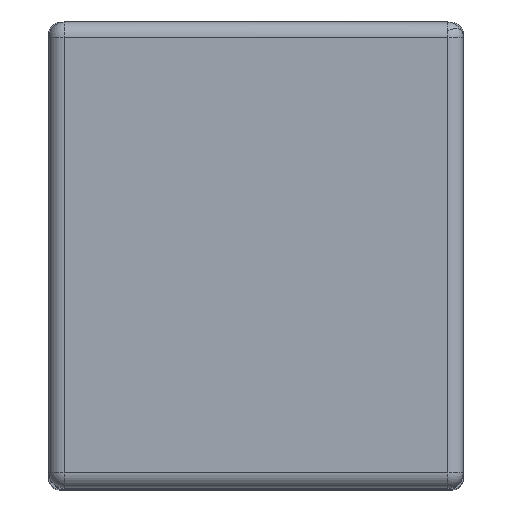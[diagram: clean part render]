
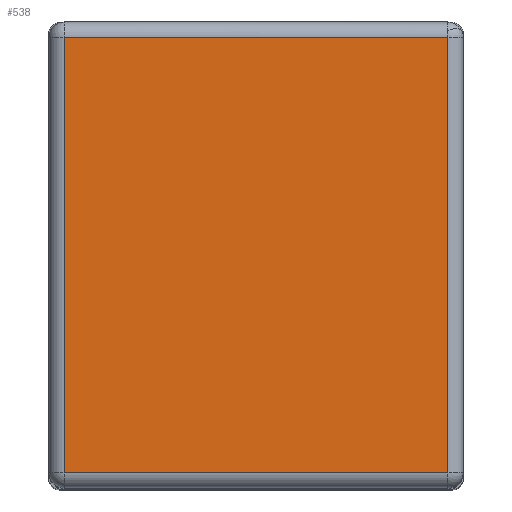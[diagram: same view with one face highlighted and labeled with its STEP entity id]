
A CAD part, top view. The second image highlights one B-rep face of the part: STEP entity #538.
In plain terms, the highlighted planar face has unit normal (0, 0, 1).
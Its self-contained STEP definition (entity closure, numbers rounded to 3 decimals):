
#125=CARTESIAN_POINT('',(-18.5,21.0,118.5));
#126=VERTEX_POINT('',#125);
#150=CARTESIAN_POINT('',(18.5,21.0,118.5));
#151=VERTEX_POINT('',#150);
#195=CARTESIAN_POINT('',(-18.5,-21.0,118.5));
#196=VERTEX_POINT('',#195);
#221=CARTESIAN_POINT('',(18.5,-21.0,118.5));
#222=VERTEX_POINT('',#221);
#262=CARTESIAN_POINT('',(18.5,-21.0,118.5));
#263=DIRECTION('',(-1.0,0.0,0.0));
#264=VECTOR('',#263,37.0);
#265=LINE('',#262,#264);
#266=EDGE_CURVE('',#222,#196,#265,.T.);
#316=CARTESIAN_POINT('',(18.5,21.0,118.5));
#317=DIRECTION('',(0.0,-1.0,0.0));
#318=VECTOR('',#317,42.0);
#319=LINE('',#316,#318);
#320=EDGE_CURVE('',#151,#222,#319,.T.);
#370=CARTESIAN_POINT('',(-18.5,-21.0,118.5));
#371=DIRECTION('',(0.0,1.0,0.0));
#372=VECTOR('',#371,42.0);
#373=LINE('',#370,#372);
#374=EDGE_CURVE('',#196,#126,#373,.T.);
#425=CARTESIAN_POINT('',(-18.5,21.0,118.5));
#426=DIRECTION('',(1.0,0.0,0.0));
#427=VECTOR('',#426,37.0);
#428=LINE('',#425,#427);
#429=EDGE_CURVE('',#126,#151,#428,.T.);
#527=CARTESIAN_POINT('',(0.0,0.0,118.5));
#528=DIRECTION('',(0.0,0.0,1.0));
#529=DIRECTION('',(1.0,0.0,0.0));
#530=AXIS2_PLACEMENT_3D('',#527,#528,#529);
#531=PLANE('',#530);
#532=ORIENTED_EDGE('',*,*,#266,.F.);
#533=ORIENTED_EDGE('',*,*,#320,.F.);
#534=ORIENTED_EDGE('',*,*,#429,.F.);
#535=ORIENTED_EDGE('',*,*,#374,.F.);
#536=EDGE_LOOP('',(#532,#533,#534,#535));
#537=FACE_OUTER_BOUND('',#536,.T.);
#538=ADVANCED_FACE('',(#537),#531,.T.);
